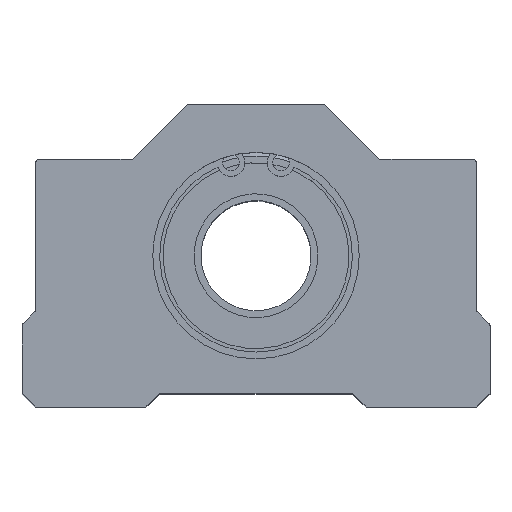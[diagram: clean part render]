
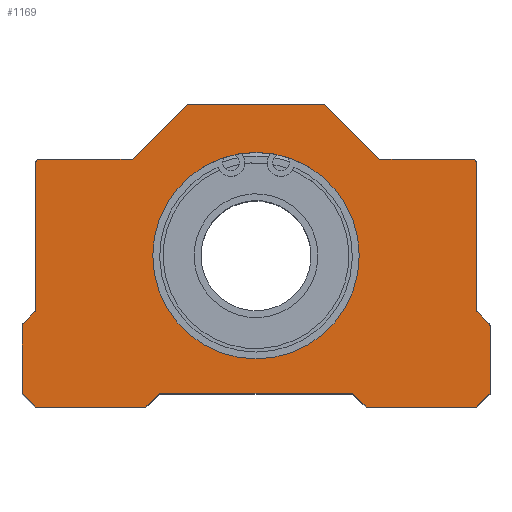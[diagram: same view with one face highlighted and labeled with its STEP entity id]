
A CAD part, top view. The second image highlights one B-rep face of the part: STEP entity #1169.
In plain terms, the highlighted planar face has unit normal (0, 0, 1).
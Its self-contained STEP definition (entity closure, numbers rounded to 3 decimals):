
#56=LINE('',#1867,#120);
#61=LINE('',#1882,#125);
#64=LINE('',#1894,#128);
#67=LINE('',#1899,#131);
#68=LINE('',#1903,#132);
#69=LINE('',#1905,#133);
#70=LINE('',#1907,#134);
#71=LINE('',#1909,#135);
#72=LINE('',#1911,#136);
#73=LINE('',#1914,#137);
#74=LINE('',#1918,#138);
#75=LINE('',#1920,#139);
#76=LINE('',#1922,#140);
#77=LINE('',#1924,#141);
#78=LINE('',#1926,#142);
#79=LINE('',#1928,#143);
#80=LINE('',#1930,#144);
#81=LINE('',#1931,#145);
#120=VECTOR('',#1481,10.);
#125=VECTOR('',#1494,10.);
#128=VECTOR('',#1505,10.);
#131=VECTOR('',#1510,10.);
#132=VECTOR('',#1513,10.);
#133=VECTOR('',#1514,10.);
#134=VECTOR('',#1515,10.);
#135=VECTOR('',#1516,10.);
#136=VECTOR('',#1517,10.);
#137=VECTOR('',#1520,10.);
#138=VECTOR('',#1523,10.);
#139=VECTOR('',#1524,10.);
#140=VECTOR('',#1525,10.);
#141=VECTOR('',#1526,10.);
#142=VECTOR('',#1527,10.);
#143=VECTOR('',#1528,10.);
#144=VECTOR('',#1529,10.);
#145=VECTOR('',#1530,10.);
#187=PLANE('',#1296);
#230=FACE_BOUND('',#389,.T.);
#299=FACE_OUTER_BOUND('',#388,.T.);
#388=EDGE_LOOP('',(#878,#879,#880,#881,#882,#883,#884,#885,#886,#887,#888,
#889,#890,#891,#892,#893,#894,#895,#896,#897,#898,#899,#900,#901));
#389=EDGE_LOOP('',(#902));
#519=CIRCLE('',#1283,7.5);
#521=CIRCLE('',#1286,0.25);
#523=CIRCLE('',#1290,0.25);
#524=CIRCLE('',#1293,0.25);
#526=CIRCLE('',#1297,0.25);
#527=CIRCLE('',#1298,0.25);
#528=CIRCLE('',#1299,0.25);
#595=VERTEX_POINT('',#1851);
#598=VERTEX_POINT('',#1857);
#599=VERTEX_POINT('',#1859);
#601=VERTEX_POINT('',#1865);
#604=VERTEX_POINT('',#1872);
#605=VERTEX_POINT('',#1874);
#607=VERTEX_POINT('',#1880);
#608=VERTEX_POINT('',#1884);
#609=VERTEX_POINT('',#1885);
#612=VERTEX_POINT('',#1893);
#614=VERTEX_POINT('',#1900);
#615=VERTEX_POINT('',#1902);
#616=VERTEX_POINT('',#1904);
#617=VERTEX_POINT('',#1906);
#618=VERTEX_POINT('',#1908);
#619=VERTEX_POINT('',#1910);
#620=VERTEX_POINT('',#1912);
#621=VERTEX_POINT('',#1915);
#622=VERTEX_POINT('',#1917);
#623=VERTEX_POINT('',#1919);
#624=VERTEX_POINT('',#1921);
#625=VERTEX_POINT('',#1923);
#626=VERTEX_POINT('',#1925);
#627=VERTEX_POINT('',#1927);
#628=VERTEX_POINT('',#1929);
#707=EDGE_CURVE('',#595,#595,#519,.T.);
#710=EDGE_CURVE('',#598,#599,#521,.T.);
#714=EDGE_CURVE('',#598,#601,#56,.T.);
#717=EDGE_CURVE('',#604,#605,#523,.T.);
#721=EDGE_CURVE('',#604,#607,#61,.T.);
#722=EDGE_CURVE('',#608,#609,#524,.T.);
#726=EDGE_CURVE('',#612,#609,#64,.T.);
#729=EDGE_CURVE('',#608,#605,#67,.T.);
#730=EDGE_CURVE('',#614,#607,#526,.T.);
#731=EDGE_CURVE('',#614,#615,#68,.T.);
#732=EDGE_CURVE('',#615,#616,#69,.T.);
#733=EDGE_CURVE('',#616,#617,#70,.T.);
#734=EDGE_CURVE('',#617,#618,#71,.T.);
#735=EDGE_CURVE('',#618,#619,#72,.T.);
#736=EDGE_CURVE('',#620,#619,#527,.T.);
#737=EDGE_CURVE('',#620,#599,#73,.T.);
#738=EDGE_CURVE('',#621,#601,#528,.T.);
#739=EDGE_CURVE('',#621,#622,#74,.T.);
#740=EDGE_CURVE('',#623,#622,#75,.T.);
#741=EDGE_CURVE('',#623,#624,#76,.T.);
#742=EDGE_CURVE('',#624,#625,#77,.T.);
#743=EDGE_CURVE('',#625,#626,#78,.T.);
#744=EDGE_CURVE('',#626,#627,#79,.T.);
#745=EDGE_CURVE('',#627,#628,#80,.T.);
#746=EDGE_CURVE('',#612,#628,#81,.T.);
#878=ORIENTED_EDGE('',*,*,#722,.F.);
#879=ORIENTED_EDGE('',*,*,#729,.T.);
#880=ORIENTED_EDGE('',*,*,#717,.F.);
#881=ORIENTED_EDGE('',*,*,#721,.T.);
#882=ORIENTED_EDGE('',*,*,#730,.F.);
#883=ORIENTED_EDGE('',*,*,#731,.T.);
#884=ORIENTED_EDGE('',*,*,#732,.T.);
#885=ORIENTED_EDGE('',*,*,#733,.T.);
#886=ORIENTED_EDGE('',*,*,#734,.T.);
#887=ORIENTED_EDGE('',*,*,#735,.T.);
#888=ORIENTED_EDGE('',*,*,#736,.F.);
#889=ORIENTED_EDGE('',*,*,#737,.T.);
#890=ORIENTED_EDGE('',*,*,#710,.F.);
#891=ORIENTED_EDGE('',*,*,#714,.T.);
#892=ORIENTED_EDGE('',*,*,#738,.F.);
#893=ORIENTED_EDGE('',*,*,#739,.T.);
#894=ORIENTED_EDGE('',*,*,#740,.F.);
#895=ORIENTED_EDGE('',*,*,#741,.T.);
#896=ORIENTED_EDGE('',*,*,#742,.T.);
#897=ORIENTED_EDGE('',*,*,#743,.T.);
#898=ORIENTED_EDGE('',*,*,#744,.T.);
#899=ORIENTED_EDGE('',*,*,#745,.T.);
#900=ORIENTED_EDGE('',*,*,#746,.F.);
#901=ORIENTED_EDGE('',*,*,#726,.T.);
#902=ORIENTED_EDGE('',*,*,#707,.T.);
#1169=ADVANCED_FACE('',(#299,#230),#187,.T.);
#1283=AXIS2_PLACEMENT_3D('',#1852,#1467,#1468);
#1286=AXIS2_PLACEMENT_3D('',#1860,#1474,#1475);
#1290=AXIS2_PLACEMENT_3D('',#1875,#1487,#1488);
#1293=AXIS2_PLACEMENT_3D('',#1886,#1497,#1498);
#1296=AXIS2_PLACEMENT_3D('',#1898,#1508,#1509);
#1297=AXIS2_PLACEMENT_3D('',#1901,#1511,#1512);
#1298=AXIS2_PLACEMENT_3D('',#1913,#1518,#1519);
#1299=AXIS2_PLACEMENT_3D('',#1916,#1521,#1522);
#1467=DIRECTION('center_axis',(0.,0.,-1.));
#1468=DIRECTION('ref_axis',(-1.,0.,0.));
#1474=DIRECTION('center_axis',(0.,0.,1.));
#1475=DIRECTION('ref_axis',(-0.924,0.383,0.));
#1481=DIRECTION('',(0.707,0.707,0.));
#1487=DIRECTION('center_axis',(0.,0.,1.));
#1488=DIRECTION('ref_axis',(0.924,0.383,0.));
#1494=DIRECTION('',(0.,-1.,0.));
#1497=DIRECTION('center_axis',(0.,0.,-1.));
#1498=DIRECTION('ref_axis',(-0.924,-0.383,0.));
#1505=DIRECTION('',(0.,-1.,0.));
#1508=DIRECTION('center_axis',(0.,0.,1.));
#1509=DIRECTION('ref_axis',(1.,0.,0.));
#1510=DIRECTION('',(0.707,-0.707,0.));
#1511=DIRECTION('center_axis',(0.,0.,-1.));
#1512=DIRECTION('ref_axis',(-0.707,-0.707,0.));
#1513=DIRECTION('',(1.,0.,0.));
#1514=DIRECTION('',(0.707,-0.707,0.));
#1515=DIRECTION('',(1.,0.,0.));
#1516=DIRECTION('',(0.707,0.707,0.));
#1517=DIRECTION('',(1.,0.,0.));
#1518=DIRECTION('center_axis',(0.,0.,-1.));
#1519=DIRECTION('ref_axis',(0.707,-0.707,0.));
#1520=DIRECTION('',(0.,1.,0.));
#1521=DIRECTION('center_axis',(0.,0.,-1.));
#1522=DIRECTION('ref_axis',(0.924,-0.383,0.));
#1523=DIRECTION('',(0.,1.,0.));
#1524=DIRECTION('',(0.707,-0.707,0.));
#1525=DIRECTION('',(-1.,0.,0.));
#1526=DIRECTION('',(-0.707,-0.707,0.));
#1527=DIRECTION('',(-1.,0.,0.));
#1528=DIRECTION('',(-0.707,0.707,0.));
#1529=DIRECTION('',(-1.,0.,0.));
#1530=DIRECTION('',(0.707,0.707,0.));
#1851=CARTESIAN_POINT('',(7.5,1.5,15.));
#1852=CARTESIAN_POINT('Origin',(0.,1.5,15.));
#1857=CARTESIAN_POINT('',(16.073,5.573,15.));
#1859=CARTESIAN_POINT('',(16.,5.396,15.));
#1860=CARTESIAN_POINT('Origin',(16.25,5.396,15.));
#1865=CARTESIAN_POINT('',(16.927,6.427,15.));
#1867=CARTESIAN_POINT('',(16.,5.5,15.));
#1872=CARTESIAN_POINT('',(-16.,5.396,15.));
#1874=CARTESIAN_POINT('',(-16.073,5.573,15.));
#1875=CARTESIAN_POINT('Origin',(-16.25,5.396,15.));
#1880=CARTESIAN_POINT('',(-16.,-5.25,15.));
#1882=CARTESIAN_POINT('',(-16.,5.5,15.));
#1884=CARTESIAN_POINT('',(-16.927,6.427,15.));
#1885=CARTESIAN_POINT('',(-17.,6.604,15.));
#1886=CARTESIAN_POINT('Origin',(-16.75,6.604,15.));
#1893=CARTESIAN_POINT('',(-17.,11.5,15.));
#1894=CARTESIAN_POINT('',(-17.,12.5,15.));
#1898=CARTESIAN_POINT('Origin',(0.,2.818,15.));
#1899=CARTESIAN_POINT('',(-17.,6.5,15.));
#1900=CARTESIAN_POINT('',(-15.75,-5.5,15.));
#1901=CARTESIAN_POINT('Origin',(-15.75,-5.25,15.));
#1902=CARTESIAN_POINT('',(-9.,-5.5,15.));
#1903=CARTESIAN_POINT('',(-16.,-5.5,15.));
#1904=CARTESIAN_POINT('',(-5.,-9.5,15.));
#1905=CARTESIAN_POINT('',(-9.,-5.5,15.));
#1906=CARTESIAN_POINT('',(5.,-9.5,15.));
#1907=CARTESIAN_POINT('',(-5.,-9.5,15.));
#1908=CARTESIAN_POINT('',(9.,-5.5,15.));
#1909=CARTESIAN_POINT('',(5.,-9.5,15.));
#1910=CARTESIAN_POINT('',(15.75,-5.5,15.));
#1911=CARTESIAN_POINT('',(9.,-5.5,15.));
#1912=CARTESIAN_POINT('',(16.,-5.25,15.));
#1913=CARTESIAN_POINT('Origin',(15.75,-5.25,15.));
#1914=CARTESIAN_POINT('',(16.,-5.5,15.));
#1915=CARTESIAN_POINT('',(17.,6.604,15.));
#1916=CARTESIAN_POINT('Origin',(16.75,6.604,15.));
#1917=CARTESIAN_POINT('',(17.,11.5,15.));
#1918=CARTESIAN_POINT('',(17.,6.5,15.));
#1919=CARTESIAN_POINT('',(16.,12.5,15.));
#1920=CARTESIAN_POINT('',(14.67,13.83,15.));
#1921=CARTESIAN_POINT('',(8.,12.5,15.));
#1922=CARTESIAN_POINT('',(17.,12.5,15.));
#1923=CARTESIAN_POINT('',(7.,11.5,15.));
#1924=CARTESIAN_POINT('',(3.58,8.08,15.));
#1925=CARTESIAN_POINT('',(-7.,11.5,15.));
#1926=CARTESIAN_POINT('',(3.5,11.5,15.));
#1927=CARTESIAN_POINT('',(-8.,12.5,15.));
#1928=CARTESIAN_POINT('',(-3.08,7.58,15.));
#1929=CARTESIAN_POINT('',(-16.,12.5,15.));
#1930=CARTESIAN_POINT('',(17.,12.5,15.));
#1931=CARTESIAN_POINT('',(-14.67,13.83,15.));
